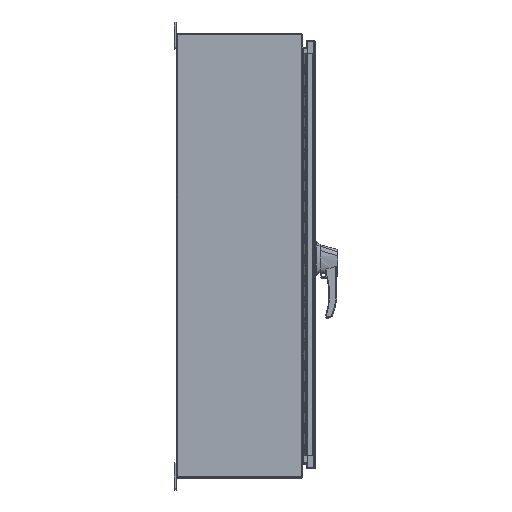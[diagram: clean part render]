
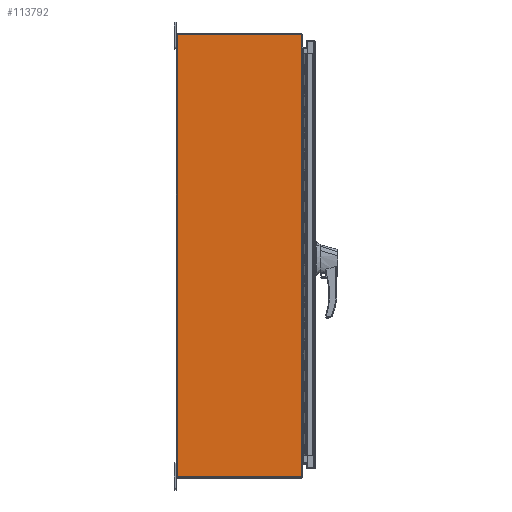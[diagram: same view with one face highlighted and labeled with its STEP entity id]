
A CAD part, top view. The second image highlights one B-rep face of the part: STEP entity #113792.
In plain terms, the highlighted face is planar.
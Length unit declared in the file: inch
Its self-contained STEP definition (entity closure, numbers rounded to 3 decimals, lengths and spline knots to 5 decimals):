
#168 = VECTOR ( 'NONE', #98762, 39.37008 ) ;
#2193 = CARTESIAN_POINT ( 'NONE',  ( -24., -11.81, -20.905 ) ) ;
#3002 = CARTESIAN_POINT ( 'NONE',  ( -24., 0.095, -20.905 ) ) ;
#3149 = LINE ( 'NONE', #95054, #74535 ) ;
#3506 = ORIENTED_EDGE ( 'NONE', *, *, #45457, .F. ) ;
#4080 = ORIENTED_EDGE ( 'NONE', *, *, #19589, .T. ) ;
#5812 = VERTEX_POINT ( 'NONE', #97085 ) ;
#6172 = VERTEX_POINT ( 'NONE', #28206 ) ;
#6940 = CARTESIAN_POINT ( 'NONE',  ( -24., -11.762, 19.625 ) ) ;
#7723 = CARTESIAN_POINT ( 'NONE',  ( -24., -11.762, -19.625 ) ) ;
#8962 = CARTESIAN_POINT ( 'NONE',  ( -24., -11.762, -19.625 ) ) ;
#14736 = ORIENTED_EDGE ( 'NONE', *, *, #18160, .T. ) ;
#15710 = DIRECTION ( 'NONE',  ( 0., 1., 0. ) ) ;
#16636 = DIRECTION ( 'NONE',  ( 0., -1., 0. ) ) ;
#18160 = EDGE_CURVE ( 'NONE', #136437, #114256, #58690, .T. ) ;
#19589 = EDGE_CURVE ( 'NONE', #86238, #6172, #83735, .T. ) ;
#22979 = CARTESIAN_POINT ( 'NONE',  ( -24., -11.762, 19.655 ) ) ;
#24394 = VECTOR ( 'NONE', #55514, 39.37008 ) ;
#28206 = CARTESIAN_POINT ( 'NONE',  ( -24., -11.81, 20.905 ) ) ;
#29007 = CARTESIAN_POINT ( 'NONE',  ( -24., -11.762, -19.625 ) ) ;
#34182 = VERTEX_POINT ( 'NONE', #44356 ) ;
#37535 = CARTESIAN_POINT ( 'NONE',  ( -24., -11.762, -19.655 ) ) ;
#38378 = EDGE_CURVE ( 'NONE', #5812, #136437, #133004, .T. ) ;
#42341 = VECTOR ( 'NONE', #15710, 39.37008 ) ;
#44356 = CARTESIAN_POINT ( 'NONE',  ( -24., -0.048, -20.905 ) ) ;
#45457 = EDGE_CURVE ( 'NONE', #117305, #6172, #119339, .T. ) ;
#45613 = EDGE_CURVE ( 'NONE', #52537, #59482, #71704, .T. ) ;
#45757 = CARTESIAN_POINT ( 'NONE',  ( -24., -11.81, 19.655 ) ) ;
#46134 = ORIENTED_EDGE ( 'NONE', *, *, #160873, .F. ) ;
#51576 = EDGE_CURVE ( 'NONE', #103048, #5812, #3149, .T. ) ;
#52537 = VERTEX_POINT ( 'NONE', #6940 ) ;
#55514 = DIRECTION ( 'NONE',  ( 0., 0., 1. ) ) ;
#55981 = LINE ( 'NONE', #22979, #101558 ) ;
#56764 = CARTESIAN_POINT ( 'NONE',  ( -24., 0.095, 20.905 ) ) ;
#57127 = EDGE_CURVE ( 'NONE', #59482, #86238, #55981, .T. ) ;
#58177 = LINE ( 'NONE', #105862, #24394 ) ;
#58690 = LINE ( 'NONE', #7723, #139949 ) ;
#59482 = VERTEX_POINT ( 'NONE', #152894 ) ;
#66609 = PLANE ( 'NONE',  #98175 ) ;
#69798 = VECTOR ( 'NONE', #133751, 39.37008 ) ;
#69890 = VECTOR ( 'NONE', #116900, 39.37008 ) ;
#71704 = LINE ( 'NONE', #8962, #168 ) ;
#72063 = DIRECTION ( 'NONE',  ( 0., 0., 1. ) ) ;
#74535 = VECTOR ( 'NONE', #158767, 39.37008 ) ;
#77481 = LINE ( 'NONE', #131671, #162813 ) ;
#78065 = CARTESIAN_POINT ( 'NONE',  ( -24., -0.048, 20.905 ) ) ;
#80394 = DIRECTION ( 'NONE',  ( -1., 0., 0. ) ) ;
#83735 = LINE ( 'NONE', #130248, #69890 ) ;
#84403 = CARTESIAN_POINT ( 'NONE',  ( -24., -11.762, -19.655 ) ) ;
#86238 = VERTEX_POINT ( 'NONE', #45757 ) ;
#92112 = CARTESIAN_POINT ( 'NONE',  ( -24., 0.0095, 20.905 ) ) ;
#95054 = CARTESIAN_POINT ( 'NONE',  ( -24., -11.81, 20.905 ) ) ;
#96623 = EDGE_CURVE ( 'NONE', #114256, #52537, #77481, .T. ) ;
#97085 = CARTESIAN_POINT ( 'NONE',  ( -24., -11.81, -19.655 ) ) ;
#98175 = AXIS2_PLACEMENT_3D ( 'NONE', #92112, #80394, #16636 ) ;
#98537 = ORIENTED_EDGE ( 'NONE', *, *, #45613, .T. ) ;
#98762 = DIRECTION ( 'NONE',  ( 0., 0., 1. ) ) ;
#101073 = ORIENTED_EDGE ( 'NONE', *, *, #57127, .T. ) ;
#101558 = VECTOR ( 'NONE', #113294, 39.37008 ) ;
#103048 = VERTEX_POINT ( 'NONE', #2193 ) ;
#105848 = ORIENTED_EDGE ( 'NONE', *, *, #148760, .F. ) ;
#105862 = CARTESIAN_POINT ( 'NONE',  ( -24., -0.048, -20.905 ) ) ;
#106142 = DIRECTION ( 'NONE',  ( 0., 0., 1. ) ) ;
#113294 = DIRECTION ( 'NONE',  ( 0., -1., 0. ) ) ;
#113792 = ADVANCED_FACE ( 'NONE', ( #137140 ), #66609, .T. ) ;
#114256 = VERTEX_POINT ( 'NONE', #29007 ) ;
#116900 = DIRECTION ( 'NONE',  ( 0., 0., 1. ) ) ;
#117305 = VERTEX_POINT ( 'NONE', #78065 ) ;
#119339 = LINE ( 'NONE', #56764, #69798 ) ;
#130248 = CARTESIAN_POINT ( 'NONE',  ( -24., -11.81, 20.905 ) ) ;
#131495 = ORIENTED_EDGE ( 'NONE', *, *, #38378, .T. ) ;
#131671 = CARTESIAN_POINT ( 'NONE',  ( -24., -11.762, 20.905 ) ) ;
#133004 = LINE ( 'NONE', #84403, #154315 ) ;
#133025 = ORIENTED_EDGE ( 'NONE', *, *, #96623, .T. ) ;
#133751 = DIRECTION ( 'NONE',  ( 0., -1., 0. ) ) ;
#136437 = VERTEX_POINT ( 'NONE', #37535 ) ;
#137140 = FACE_OUTER_BOUND ( 'NONE', #161720, .T. ) ;
#139949 = VECTOR ( 'NONE', #72063, 39.37008 ) ;
#140146 = ORIENTED_EDGE ( 'NONE', *, *, #51576, .T. ) ;
#141556 = LINE ( 'NONE', #3002, #42341 ) ;
#148760 = EDGE_CURVE ( 'NONE', #34182, #117305, #58177, .T. ) ;
#152894 = CARTESIAN_POINT ( 'NONE',  ( -24., -11.762, 19.655 ) ) ;
#154315 = VECTOR ( 'NONE', #162494, 39.37008 ) ;
#158767 = DIRECTION ( 'NONE',  ( 0., 0., 1. ) ) ;
#160873 = EDGE_CURVE ( 'NONE', #103048, #34182, #141556, .T. ) ;
#161720 = EDGE_LOOP ( 'NONE', ( #14736, #133025, #98537, #101073, #4080, #3506, #105848, #46134, #140146, #131495 ) ) ;
#162494 = DIRECTION ( 'NONE',  ( 0., 1., 0. ) ) ;
#162813 = VECTOR ( 'NONE', #106142, 39.37008 ) ;
